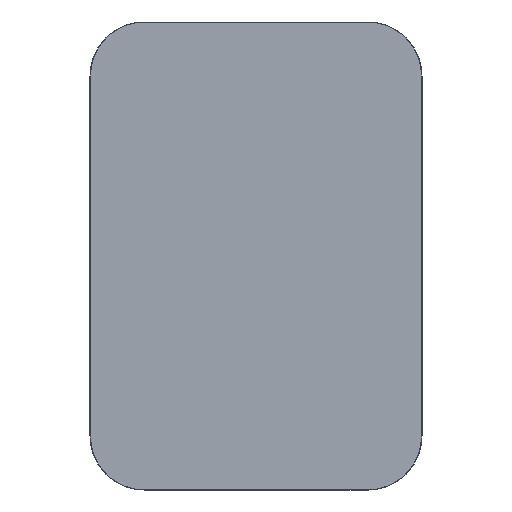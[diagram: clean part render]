
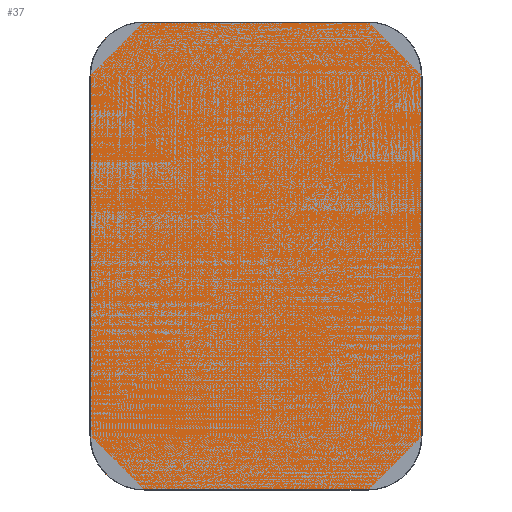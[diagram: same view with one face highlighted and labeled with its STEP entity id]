
A CAD part, top view. The second image highlights one B-rep face of the part: STEP entity #37.
In plain terms, the highlighted planar face has unit normal (0, 0, 1).
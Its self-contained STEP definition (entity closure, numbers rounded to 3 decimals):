
#37=ADVANCED_FACE('',(#80),#716,.T.);
#80=FACE_OUTER_BOUND('',#127,.T.);
#127=EDGE_LOOP('',(#213,#214,#215,#216,#217,#218,#219,#220));
#213=ORIENTED_EDGE('',*,*,#361,.T.);
#214=ORIENTED_EDGE('',*,*,#365,.T.);
#215=ORIENTED_EDGE('',*,*,#368,.T.);
#216=ORIENTED_EDGE('',*,*,#371,.T.);
#217=ORIENTED_EDGE('',*,*,#374,.T.);
#218=ORIENTED_EDGE('',*,*,#377,.T.);
#219=ORIENTED_EDGE('',*,*,#380,.T.);
#220=ORIENTED_EDGE('',*,*,#382,.T.);
#361=EDGE_CURVE('',#622,#621,#576,.T.);
#365=EDGE_CURVE('',#621,#624,#475,.T.);
#368=EDGE_CURVE('',#624,#626,#580,.T.);
#371=EDGE_CURVE('',#626,#628,#477,.T.);
#374=EDGE_CURVE('',#628,#630,#583,.T.);
#377=EDGE_CURVE('',#630,#632,#479,.T.);
#380=EDGE_CURVE('',#632,#634,#586,.T.);
#382=EDGE_CURVE('',#634,#622,#481,.T.);
#475=TRIMMED_CURVE($,#525,(#1065),(#1066),.T.,.CARTESIAN.);
#477=TRIMMED_CURVE($,#527,(#1079),(#1080),.T.,.CARTESIAN.);
#479=TRIMMED_CURVE($,#529,(#1093),(#1094),.T.,.CARTESIAN.);
#481=TRIMMED_CURVE($,#531,(#1105),(#1106),.T.,.CARTESIAN.);
#525=CIRCLE('',#775,7.639);
#527=CIRCLE('',#777,7.639);
#529=CIRCLE('',#779,7.639);
#531=CIRCLE('',#781,7.639);
#576=B_SPLINE_CURVE_WITH_KNOTS('',1,(#1055,#1056),.UNSPECIFIED.,.F.,.F.,
(2,2),(0.,31.609),.UNSPECIFIED.);
#580=B_SPLINE_CURVE_WITH_KNOTS('',1,(#1071,#1072),.UNSPECIFIED.,.F.,.F.,
(2,2),(43.608,94.499),.UNSPECIFIED.);
#583=B_SPLINE_CURVE_WITH_KNOTS('',1,(#1085,#1086),.UNSPECIFIED.,.F.,.F.,
(2,2),(106.498,138.107),.UNSPECIFIED.);
#586=B_SPLINE_CURVE_WITH_KNOTS('',1,(#1099,#1100),.UNSPECIFIED.,.F.,.F.,
(2,2),(150.105,200.997),.UNSPECIFIED.);
#621=VERTEX_POINT('',#1021);
#622=VERTEX_POINT('',#1022);
#624=VERTEX_POINT('',#1024);
#626=VERTEX_POINT('',#1026);
#628=VERTEX_POINT('',#1028);
#630=VERTEX_POINT('',#1030);
#632=VERTEX_POINT('',#1032);
#634=VERTEX_POINT('',#1034);
#716=PLANE('',#761);
#761=AXIS2_PLACEMENT_3D('',#1006,#858,$);
#775=AXIS2_PLACEMENT_3D($,#1064,#873,#874);
#777=AXIS2_PLACEMENT_3D($,#1078,#877,#878);
#779=AXIS2_PLACEMENT_3D($,#1092,#881,#882);
#781=AXIS2_PLACEMENT_3D($,#1104,#885,#886);
#858=DIRECTION('',(0.,0.,1.));
#873=DIRECTION('',(0.,0.,1.));
#874=DIRECTION('',(0.,-1.,0.));
#877=DIRECTION('',(0.,0.,1.));
#878=DIRECTION('',(1.,0.,0.));
#881=DIRECTION('',(0.,0.,1.));
#882=DIRECTION('',(0.,1.,0.));
#885=DIRECTION('',(0.,0.,1.));
#886=DIRECTION('',(-1.,0.,0.));
#1006=CARTESIAN_POINT('',(-61.722,-34.669,33.608));
#1021=CARTESIAN_POINT('',(-16.614,-26.398,33.608));
#1022=CARTESIAN_POINT('',(-48.223,-26.398,33.608));
#1024=CARTESIAN_POINT('',(-8.975,-18.759,33.608));
#1026=CARTESIAN_POINT('',(-8.975,32.132,33.608));
#1028=CARTESIAN_POINT('',(-16.614,39.771,33.608));
#1030=CARTESIAN_POINT('',(-48.223,39.771,33.608));
#1032=CARTESIAN_POINT('',(-55.862,32.132,33.608));
#1034=CARTESIAN_POINT('',(-55.862,-18.759,33.608));
#1055=CARTESIAN_POINT('',(-48.223,-26.398,33.608));
#1056=CARTESIAN_POINT('',(-16.614,-26.398,33.608));
#1064=CARTESIAN_POINT('',(-16.614,-18.759,33.608));
#1065=CARTESIAN_POINT('',(-16.614,-26.398,33.608));
#1066=CARTESIAN_POINT('',(-8.975,-18.759,33.608));
#1071=CARTESIAN_POINT('',(-8.975,-18.759,33.608));
#1072=CARTESIAN_POINT('',(-8.975,32.132,33.608));
#1078=CARTESIAN_POINT('',(-16.614,32.132,33.608));
#1079=CARTESIAN_POINT('',(-8.975,32.132,33.608));
#1080=CARTESIAN_POINT('',(-16.614,39.771,33.608));
#1085=CARTESIAN_POINT('',(-16.614,39.771,33.608));
#1086=CARTESIAN_POINT('',(-48.223,39.771,33.608));
#1092=CARTESIAN_POINT('',(-48.223,32.132,33.608));
#1093=CARTESIAN_POINT('',(-48.223,39.771,33.608));
#1094=CARTESIAN_POINT('',(-55.862,32.132,33.608));
#1099=CARTESIAN_POINT('',(-55.862,32.132,33.608));
#1100=CARTESIAN_POINT('',(-55.862,-18.759,33.608));
#1104=CARTESIAN_POINT('',(-48.223,-18.759,33.608));
#1105=CARTESIAN_POINT('',(-55.862,-18.759,33.608));
#1106=CARTESIAN_POINT('',(-48.223,-26.398,33.608));
